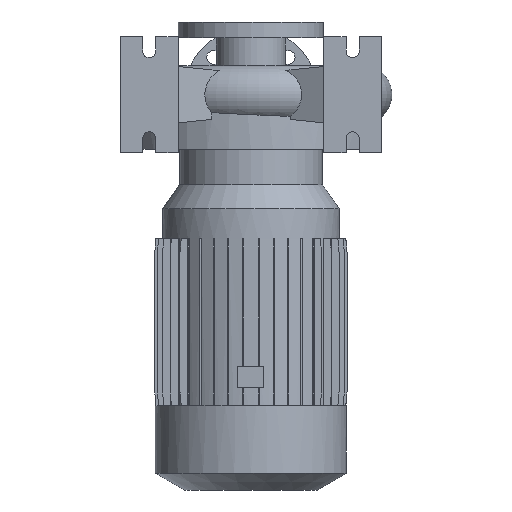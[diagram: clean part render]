
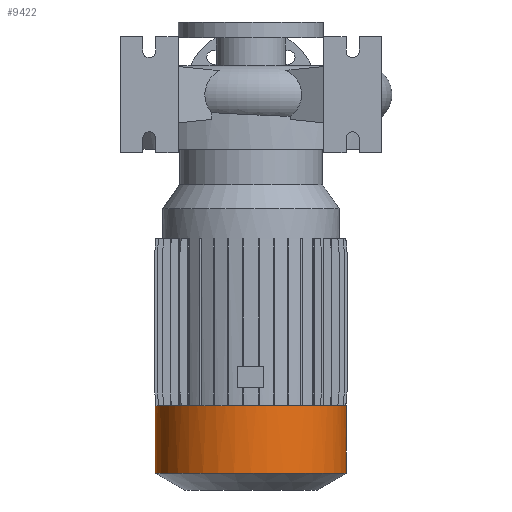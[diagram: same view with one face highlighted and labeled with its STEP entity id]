
A CAD part, front view. The second image highlights one B-rep face of the part: STEP entity #9422.
In plain terms, the highlighted cylindrical face has radius 131.5 mm (diameter 263 mm), a partial arc.
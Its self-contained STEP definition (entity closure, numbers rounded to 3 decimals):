
#185 = VERTEX_POINT ( 'NONE', #9550 ) ;
#459 = ORIENTED_EDGE ( 'NONE', *, *, #7267, .F. ) ;
#861 = VERTEX_POINT ( 'NONE', #13014 ) ;
#1828 = VERTEX_POINT ( 'NONE', #6932 ) ;
#2316 = DIRECTION ( 'NONE',  ( 0., 0., 1. ) ) ;
#2532 = CYLINDRICAL_SURFACE ( 'NONE', #11383, 131.5 ) ;
#3225 = EDGE_LOOP ( 'NONE', ( #459, #14614, #6041, #10554 ) ) ;
#3859 = EDGE_CURVE ( 'NONE', #861, #185, #4270, .T. ) ;
#3870 = DIRECTION ( 'NONE',  ( 1., 0., 0. ) ) ;
#3969 = VECTOR ( 'NONE', #12339, 1000. ) ;
#4270 = LINE ( 'NONE', #10084, #3969 ) ;
#4912 = CARTESIAN_POINT ( 'NONE',  ( -131.5, 0., -520.8 ) ) ;
#5071 = CARTESIAN_POINT ( 'NONE',  ( 0., 0., -428. ) ) ;
#6041 = ORIENTED_EDGE ( 'NONE', *, *, #3859, .T. ) ;
#6675 = AXIS2_PLACEMENT_3D ( 'NONE', #14664, #13442, #9079 ) ;
#6842 = CARTESIAN_POINT ( 'NONE',  ( 0., 0., 100. ) ) ;
#6918 = EDGE_CURVE ( 'NONE', #14803, #861, #13666, .T. ) ;
#6932 = CARTESIAN_POINT ( 'NONE',  ( -131.5, 0., -428. ) ) ;
#7182 = LINE ( 'NONE', #11772, #11973 ) ;
#7267 = EDGE_CURVE ( 'NONE', #14803, #1828, #7182, .T. ) ;
#9079 = DIRECTION ( 'NONE',  ( 1., 0., 0. ) ) ;
#9422 = ADVANCED_FACE ( 'NONE', ( #10536 ), #2532, .T. ) ;
#9550 = CARTESIAN_POINT ( 'NONE',  ( 131.5, 0., -428. ) ) ;
#10084 = CARTESIAN_POINT ( 'NONE',  ( 131.5, 0., 100. ) ) ;
#10536 = FACE_OUTER_BOUND ( 'NONE', #3225, .T. ) ;
#10554 = ORIENTED_EDGE ( 'NONE', *, *, #14438, .F. ) ;
#11383 = AXIS2_PLACEMENT_3D ( 'NONE', #6842, #2316, #13933 ) ;
#11772 = CARTESIAN_POINT ( 'NONE',  ( -131.5, 0., 100. ) ) ;
#11973 = VECTOR ( 'NONE', #11999, 1000. ) ;
#11999 = DIRECTION ( 'NONE',  ( 0., 0., 1. ) ) ;
#12175 = AXIS2_PLACEMENT_3D ( 'NONE', #5071, #13082, #3870 ) ;
#12339 = DIRECTION ( 'NONE',  ( 0., 0., 1. ) ) ;
#13014 = CARTESIAN_POINT ( 'NONE',  ( 131.5, 0., -520.8 ) ) ;
#13082 = DIRECTION ( 'NONE',  ( 0., 0., 1. ) ) ;
#13442 = DIRECTION ( 'NONE',  ( 0., 0., 1. ) ) ;
#13666 = CIRCLE ( 'NONE', #6675, 131.5 ) ;
#13933 = DIRECTION ( 'NONE',  ( 1., 0., 0. ) ) ;
#14350 = CIRCLE ( 'NONE', #12175, 131.5 ) ;
#14438 = EDGE_CURVE ( 'NONE', #1828, #185, #14350, .T. ) ;
#14614 = ORIENTED_EDGE ( 'NONE', *, *, #6918, .T. ) ;
#14664 = CARTESIAN_POINT ( 'NONE',  ( 0., 0., -520.8 ) ) ;
#14803 = VERTEX_POINT ( 'NONE', #4912 ) ;
